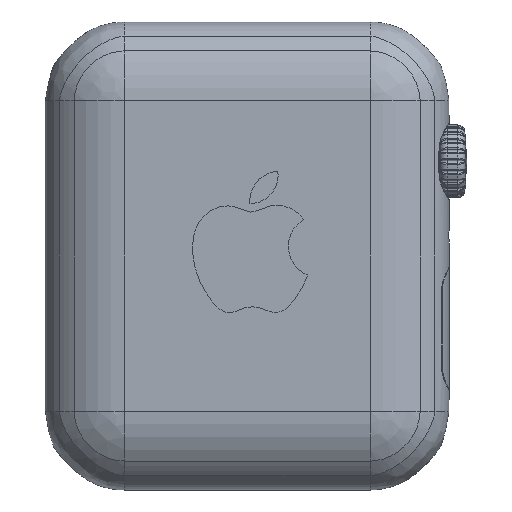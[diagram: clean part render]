
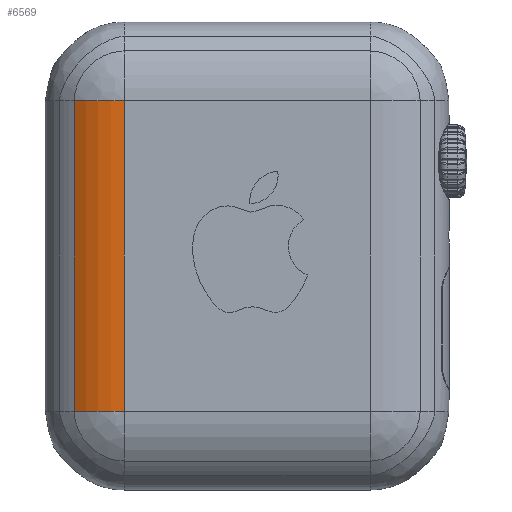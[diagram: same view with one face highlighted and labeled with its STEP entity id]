
A CAD part, front view. The second image highlights one B-rep face of the part: STEP entity #6569.
In plain terms, the highlighted cylindrical face has radius 7.411 mm (diameter 14.822 mm), a partial arc.
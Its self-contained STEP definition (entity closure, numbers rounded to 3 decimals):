
#6305 = EDGE_CURVE('',#6306,#6308,#6310,.T.);
#6306 = VERTEX_POINT('',#6307);
#6307 = CARTESIAN_POINT('',(129.781,-12.5,16.221));
#6308 = VERTEX_POINT('',#6309);
#6309 = CARTESIAN_POINT('',(129.781,-12.5,-9.339));
#6310 = LINE('',#6311,#6312);
#6311 = CARTESIAN_POINT('',(129.781,-12.5,16.221));
#6312 = VECTOR('',#6313,1.);
#6313 = DIRECTION('',(0.,0.,-1.));
#6569 = ADVANCED_FACE('',(#6570),#6597,.T.);
#6570 = FACE_BOUND('',#6571,.T.);
#6571 = EDGE_LOOP('',(#6572,#6582,#6589,#6590));
#6572 = ORIENTED_EDGE('',*,*,#6573,.F.);
#6573 = EDGE_CURVE('',#6574,#6576,#6578,.T.);
#6574 = VERTEX_POINT('',#6575);
#6575 = CARTESIAN_POINT('',(125.662,-11.25,
    -9.339));
#6576 = VERTEX_POINT('',#6577);
#6577 = CARTESIAN_POINT('',(125.662,-11.25,
    16.221));
#6578 = LINE('',#6579,#6580);
#6579 = CARTESIAN_POINT('',(125.662,-11.25,16.221));
#6580 = VECTOR('',#6581,1.);
#6581 = DIRECTION('',(0.,0.,1.));
#6582 = ORIENTED_EDGE('',*,*,#6583,.F.);
#6583 = EDGE_CURVE('',#6308,#6574,#6584,.T.);
#6584 = CIRCLE('',#6585,7.411);
#6585 = AXIS2_PLACEMENT_3D('',#6586,#6587,#6588);
#6586 = CARTESIAN_POINT('',(129.781,-5.089,-9.339));
#6587 = DIRECTION('',(0.,0.,-1.));
#6588 = DIRECTION('',(-0.556,-0.831,0.
    ));
#6589 = ORIENTED_EDGE('',*,*,#6305,.F.);
#6590 = ORIENTED_EDGE('',*,*,#6591,.T.);
#6591 = EDGE_CURVE('',#6306,#6576,#6592,.T.);
#6592 = CIRCLE('',#6593,7.411);
#6593 = AXIS2_PLACEMENT_3D('',#6594,#6595,#6596);
#6594 = CARTESIAN_POINT('',(129.781,-5.089,16.221));
#6595 = DIRECTION('',(0.,0.,-1.));
#6596 = DIRECTION('',(-0.556,-0.831,0.
    ));
#6597 = CYLINDRICAL_SURFACE('',#6598,7.411);
#6598 = AXIS2_PLACEMENT_3D('',#6599,#6600,#6601);
#6599 = CARTESIAN_POINT('',(129.781,-5.089,16.221));
#6600 = DIRECTION('',(0.,0.,-1.));
#6601 = DIRECTION('',(1.,0.,0.));
